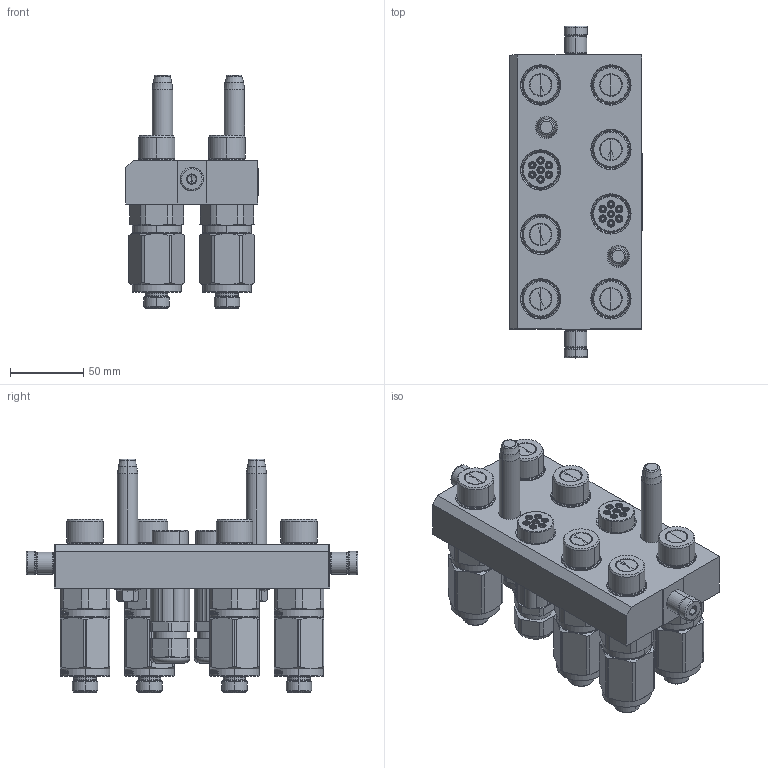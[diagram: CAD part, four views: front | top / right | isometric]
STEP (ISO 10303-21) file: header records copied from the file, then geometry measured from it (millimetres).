
FILE_DESCRIPTION (( 'STEP AP214' ), '1' );
FILE_NAME ('FASTER.step', '2022-08-12T12:35:02', ( '' ), ( '' ), 'SwSTEP 2.0', 'SolidWorks 2017', '' );
FILE_SCHEMA (( 'AUTOMOTIVE_DESIGN' ));
Length unit declared in the file: millimetre
Products named in the file (13): et002; 4830_021_1000_000; 3ffnp1211_38sm; 4830_013_3000_030; corspel08-7_m; FASTER; 4830_044_0000_000; 1540_080_0008_000; P808_M_BASE; 4830_028_1000_011; 4850_010_0000_020; conn_7p_m
Assembly tree (24 placements, depth 3):
  FASTER
    P808_M_BASE
      4850_010_0000_020
      4830_021_1000_000  x2
      1540_080_0008_000  x2
      4830_013_3000_030  x2
      4830_028_1000_011  x2
    3ffnp1211_38sm  x6
      3ffnp1211_38sm
    conn_7p_m  x2
      4830_044_0000_000
      corspel08-7_m
    et002
Bounding box: 90.3 x 226.6 x 159.61 mm (x, y, z)
Volume: 2473.8 mm3; surface area: 210327.4 mm2
Topology: 3 solids, 112 shells, 3580 faces, 10461 edges, 6872 vertices
Faces by surface type: plane 1891, cylinder 707, cone 548, torus 264, bspline 158, sphere 12
Entity records: 65890 total; most frequent: CARTESIAN_POINT 16008, ORIENTED_EDGE 9210, DIRECTION 8767, EDGE_CURVE 4810, LINE 3353, VECTOR 3353, VERTEX_POINT 3141, AXIS2_PLACEMENT_3D 2707
